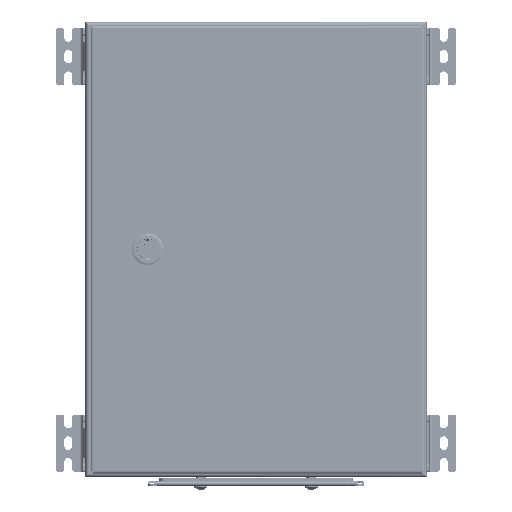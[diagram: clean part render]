
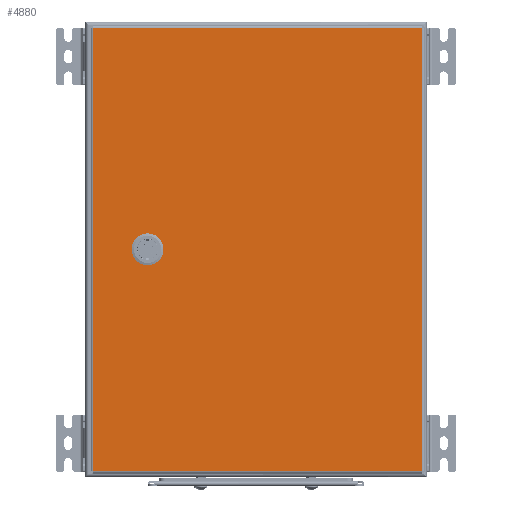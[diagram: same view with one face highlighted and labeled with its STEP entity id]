
A CAD part, top view. The second image highlights one B-rep face of the part: STEP entity #4880.
In plain terms, the highlighted planar face has unit normal (0, 0, 1).
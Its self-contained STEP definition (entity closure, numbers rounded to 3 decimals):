
#141 = CARTESIAN_POINT ( 'NONE',  ( -145.093, -194.6, 0. ) ) ;
#921 = ORIENTED_EDGE ( 'NONE', *, *, #68606, .F. ) ;
#1022 = ORIENTED_EDGE ( 'NONE', *, *, #49798, .T. ) ;
#4598 = VECTOR ( 'NONE', #31761, 1000. ) ;
#4880 = ADVANCED_FACE ( 'NONE', ( #37786, #69953 ), #36348, .F. ) ;
#4988 = LINE ( 'NONE', #49091, #21985 ) ;
#5470 = EDGE_CURVE ( 'NONE', #63196, #28456, #53193, .T. ) ;
#5676 = LINE ( 'NONE', #71097, #4598 ) ;
#5954 = EDGE_CURVE ( 'NONE', #64862, #65219, #15414, .T. ) ;
#7827 = EDGE_CURVE ( 'NONE', #28456, #26130, #50161, .T. ) ;
#8242 = VERTEX_POINT ( 'NONE', #48219 ) ;
#9786 = DIRECTION ( 'NONE',  ( 0., 0., 1. ) ) ;
#11282 = EDGE_CURVE ( 'NONE', #25319, #64862, #39386, .T. ) ;
#11585 = DIRECTION ( 'NONE',  ( 0., 0., 1. ) ) ;
#11972 = DIRECTION ( 'NONE',  ( -1., 0., 0. ) ) ;
#12596 = VECTOR ( 'NONE', #11972, 1000. ) ;
#14107 = VECTOR ( 'NONE', #56652, 1000. ) ;
#14221 = AXIS2_PLACEMENT_3D ( 'NONE', #55670, #11585, #61433 ) ;
#14860 = DIRECTION ( 'NONE',  ( 1., 0., 0. ) ) ;
#15414 = LINE ( 'NONE', #37419, #59693 ) ;
#18398 = VERTEX_POINT ( 'NONE', #35082 ) ;
#18828 = EDGE_CURVE ( 'NONE', #57772, #25319, #64508, .T. ) ;
#19857 = EDGE_CURVE ( 'NONE', #52051, #21466, #67618, .T. ) ;
#21466 = VERTEX_POINT ( 'NONE', #41353 ) ;
#21985 = VECTOR ( 'NONE', #37162, 1000. ) ;
#22793 = DIRECTION ( 'NONE',  ( 1., 0., 0. ) ) ;
#23342 = EDGE_CURVE ( 'NONE', #18398, #49866, #56135, .T. ) ;
#24616 = CARTESIAN_POINT ( 'NONE',  ( -101.637, 10.25, 0. ) ) ;
#25319 = VERTEX_POINT ( 'NONE', #59834 ) ;
#26130 = VERTEX_POINT ( 'NONE', #43053 ) ;
#27291 = AXIS2_PLACEMENT_3D ( 'NONE', #67180, #60717, #22793 ) ;
#28456 = VERTEX_POINT ( 'NONE', #47885 ) ;
#30143 = EDGE_LOOP ( 'NONE', ( #921, #43364, #30421, #44949, #49036, #1022, #56622, #69526 ) ) ;
#30271 = LINE ( 'NONE', #36709, #43749 ) ;
#30421 = ORIENTED_EDGE ( 'NONE', *, *, #5470, .F. ) ;
#31326 = DIRECTION ( 'NONE',  ( 0., 1., 0. ) ) ;
#31337 = DIRECTION ( 'NONE',  ( 0., 0., -1. ) ) ;
#31761 = DIRECTION ( 'NONE',  ( 1., 0., 0. ) ) ;
#33901 = VECTOR ( 'NONE', #57322, 1000. ) ;
#34561 = AXIS2_PLACEMENT_3D ( 'NONE', #54108, #31337, #42525 ) ;
#35082 = CARTESIAN_POINT ( 'NONE',  ( -107.25, -4.637, 0. ) ) ;
#36316 = CARTESIAN_POINT ( 'NONE',  ( -92.363, -10.25, 0. ) ) ;
#36348 = PLANE ( 'NONE',  #34561 ) ;
#36446 = ORIENTED_EDGE ( 'NONE', *, *, #11282, .T. ) ;
#36539 = VECTOR ( 'NONE', #55439, 1000. ) ;
#36709 = CARTESIAN_POINT ( 'NONE',  ( -107.25, 0., 0. ) ) ;
#37162 = DIRECTION ( 'NONE',  ( 1., 0., 0. ) ) ;
#37419 = CARTESIAN_POINT ( 'NONE',  ( -144.6, 195.093, 0. ) ) ;
#37786 = FACE_BOUND ( 'NONE', #30143, .T. ) ;
#39386 = LINE ( 'NONE', #67908, #12596 ) ;
#40951 = CARTESIAN_POINT ( 'NONE',  ( 144.6, -194.6, 0. ) ) ;
#41353 = CARTESIAN_POINT ( 'NONE',  ( -107.25, 4.637, 0. ) ) ;
#42127 = CARTESIAN_POINT ( 'NONE',  ( 144.6, -195.093, 0. ) ) ;
#42223 = CARTESIAN_POINT ( 'NONE',  ( -144.6, 194.6, 0. ) ) ;
#42525 = DIRECTION ( 'NONE',  ( -1., 0., 0. ) ) ;
#43053 = CARTESIAN_POINT ( 'NONE',  ( -86.75, 4.637, 0. ) ) ;
#43364 = ORIENTED_EDGE ( 'NONE', *, *, #7827, .F. ) ;
#43749 = VECTOR ( 'NONE', #31326, 1000. ) ;
#43966 = CARTESIAN_POINT ( 'NONE',  ( -144.6, -194.6, 0. ) ) ;
#44949 = ORIENTED_EDGE ( 'NONE', *, *, #65097, .F. ) ;
#46977 = ORIENTED_EDGE ( 'NONE', *, *, #18828, .T. ) ;
#47885 = CARTESIAN_POINT ( 'NONE',  ( -86.75, -4.637, 0. ) ) ;
#48219 = CARTESIAN_POINT ( 'NONE',  ( -92.363, 10.25, 0. ) ) ;
#49036 = ORIENTED_EDGE ( 'NONE', *, *, #23342, .F. ) ;
#49091 = CARTESIAN_POINT ( 'NONE',  ( 0., -10.25, 0. ) ) ;
#49707 = AXIS2_PLACEMENT_3D ( 'NONE', #64674, #9786, #14860 ) ;
#49798 = EDGE_CURVE ( 'NONE', #18398, #21466, #30271, .T. ) ;
#49866 = VERTEX_POINT ( 'NONE', #55505 ) ;
#50161 = LINE ( 'NONE', #68168, #14107 ) ;
#52051 = VERTEX_POINT ( 'NONE', #24616 ) ;
#53193 = CIRCLE ( 'NONE', #49707, 11.25 ) ;
#53754 = LINE ( 'NONE', #141, #36539 ) ;
#53834 = AXIS2_PLACEMENT_3D ( 'NONE', #62573, #61865, #56097 ) ;
#54108 = CARTESIAN_POINT ( 'NONE',  ( 0., 0., 0. ) ) ;
#55439 = DIRECTION ( 'NONE',  ( 1., 0., 0. ) ) ;
#55505 = CARTESIAN_POINT ( 'NONE',  ( -101.637, -10.25, 0. ) ) ;
#55670 = CARTESIAN_POINT ( 'NONE',  ( -97., 0., 0. ) ) ;
#56097 = DIRECTION ( 'NONE',  ( 1., 0., 0. ) ) ;
#56135 = CIRCLE ( 'NONE', #53834, 11.25 ) ;
#56622 = ORIENTED_EDGE ( 'NONE', *, *, #19857, .F. ) ;
#56652 = DIRECTION ( 'NONE',  ( 0., 1., 0. ) ) ;
#57322 = DIRECTION ( 'NONE',  ( 0., 1., 0. ) ) ;
#57753 = EDGE_LOOP ( 'NONE', ( #67308, #46977, #36446, #70222 ) ) ;
#57772 = VERTEX_POINT ( 'NONE', #40951 ) ;
#59459 = DIRECTION ( 'NONE',  ( 0., -1., 0. ) ) ;
#59693 = VECTOR ( 'NONE', #59459, 1000. ) ;
#59834 = CARTESIAN_POINT ( 'NONE',  ( 144.6, 194.6, 0. ) ) ;
#60261 = EDGE_CURVE ( 'NONE', #65219, #57772, #53754, .T. ) ;
#60717 = DIRECTION ( 'NONE',  ( 0., 0., 1. ) ) ;
#61433 = DIRECTION ( 'NONE',  ( 1., 0., 0. ) ) ;
#61865 = DIRECTION ( 'NONE',  ( 0., 0., 1. ) ) ;
#62573 = CARTESIAN_POINT ( 'NONE',  ( -97., 0., 0. ) ) ;
#63196 = VERTEX_POINT ( 'NONE', #36316 ) ;
#64508 = LINE ( 'NONE', #42127, #33901 ) ;
#64674 = CARTESIAN_POINT ( 'NONE',  ( -97., 0., 0. ) ) ;
#64862 = VERTEX_POINT ( 'NONE', #42223 ) ;
#64933 = CIRCLE ( 'NONE', #14221, 11.25 ) ;
#65097 = EDGE_CURVE ( 'NONE', #49866, #63196, #4988, .T. ) ;
#65117 = EDGE_CURVE ( 'NONE', #52051, #8242, #5676, .T. ) ;
#65219 = VERTEX_POINT ( 'NONE', #43966 ) ;
#67180 = CARTESIAN_POINT ( 'NONE',  ( -97., 0., 0. ) ) ;
#67308 = ORIENTED_EDGE ( 'NONE', *, *, #60261, .T. ) ;
#67618 = CIRCLE ( 'NONE', #27291, 11.25 ) ;
#67908 = CARTESIAN_POINT ( 'NONE',  ( 145.093, 194.6, 0. ) ) ;
#68168 = CARTESIAN_POINT ( 'NONE',  ( -86.75, 0., 0. ) ) ;
#68606 = EDGE_CURVE ( 'NONE', #26130, #8242, #64933, .T. ) ;
#69526 = ORIENTED_EDGE ( 'NONE', *, *, #65117, .T. ) ;
#69953 = FACE_OUTER_BOUND ( 'NONE', #57753, .T. ) ;
#70222 = ORIENTED_EDGE ( 'NONE', *, *, #5954, .T. ) ;
#71097 = CARTESIAN_POINT ( 'NONE',  ( 0., 10.25, 0. ) ) ;
